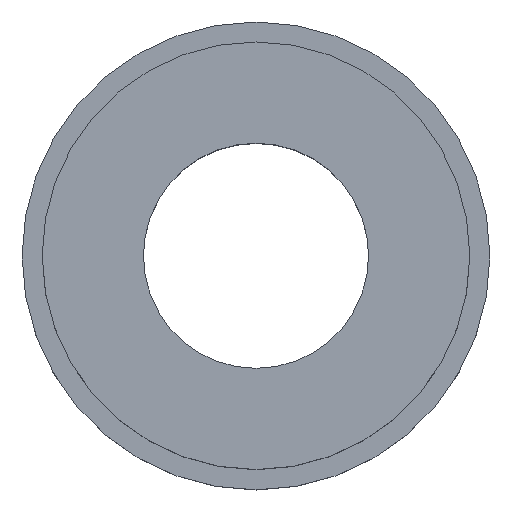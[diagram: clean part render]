
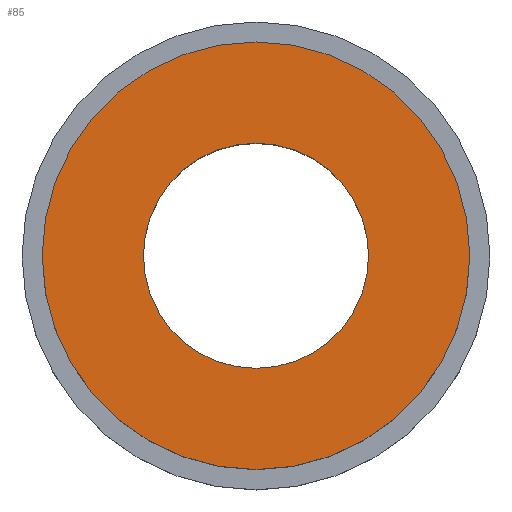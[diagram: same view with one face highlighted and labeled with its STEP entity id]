
A CAD part, top view. The second image highlights one B-rep face of the part: STEP entity #85.
In plain terms, the highlighted planar face has unit normal (0, 0, 1).
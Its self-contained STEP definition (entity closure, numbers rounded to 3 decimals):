
#15=FACE_BOUND('',#29,.T.);
#18=PLANE('',#95);
#22=FACE_OUTER_BOUND('',#28,.T.);
#28=EDGE_LOOP('',(#67));
#29=EDGE_LOOP('',(#68));
#42=CIRCLE('',#93,10.);
#44=CIRCLE('',#96,5.264);
#48=VERTEX_POINT('',#135);
#50=VERTEX_POINT('',#141);
#54=EDGE_CURVE('',#48,#48,#42,.T.);
#57=EDGE_CURVE('',#50,#50,#44,.F.);
#67=ORIENTED_EDGE('',*,*,#54,.T.);
#68=ORIENTED_EDGE('',*,*,#57,.T.);
#85=ADVANCED_FACE('',(#22,#15),#18,.T.);
#93=AXIS2_PLACEMENT_3D('',#136,#108,#109);
#95=AXIS2_PLACEMENT_3D('',#140,#113,#114);
#96=AXIS2_PLACEMENT_3D('',#142,#115,#116);
#108=DIRECTION('center_axis',(0.,0.,1.));
#109=DIRECTION('ref_axis',(1.,0.,0.));
#113=DIRECTION('center_axis',(0.,0.,1.));
#114=DIRECTION('ref_axis',(1.,0.,0.));
#115=DIRECTION('center_axis',(0.,0.,1.));
#116=DIRECTION('ref_axis',(1.,0.,0.));
#135=CARTESIAN_POINT('',(-10.,0.,5.));
#136=CARTESIAN_POINT('Origin',(0.,0.,5.));
#140=CARTESIAN_POINT('Origin',(0.,0.,5.));
#141=CARTESIAN_POINT('',(-5.264,0.,5.));
#142=CARTESIAN_POINT('Origin',(0.,0.,5.));
